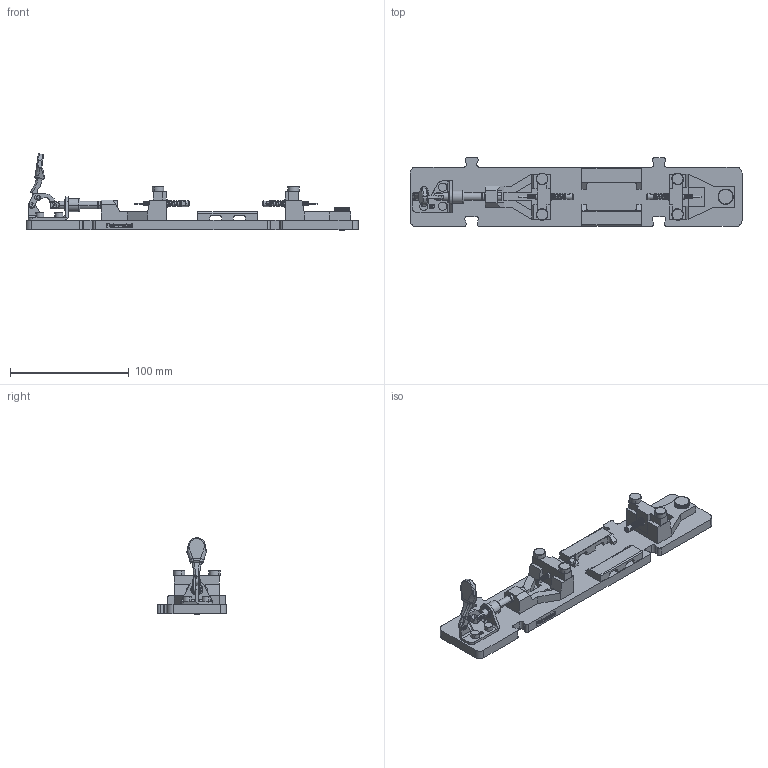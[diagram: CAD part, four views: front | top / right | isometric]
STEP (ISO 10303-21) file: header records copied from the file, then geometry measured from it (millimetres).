
FILE_DESCRIPTION (( 'STEP AP214' ), '1' );
FILE_NAME ('MOD-1044568-FXB-CY-01-06_defeature.STEP', '2023-08-23T10:10:39', ( '' ), ( '' ), 'SwSTEP 2.0', 'SolidWorks 2020', '' );
FILE_SCHEMA (( 'AUTOMOTIVE_DESIGN' ));
Length unit declared in the file: millimetre
Products named in the file (1): MOD-1044568-FXB-CY-01-06_defeature
Bounding box: 280 x 58 x 64.38 mm (x, y, z)
Volume: 162732 mm3; surface area: 52308.8 mm2
Topology: 1 solids, 1 shells, 1216 faces, 3233 edges, 2068 vertices
Faces by surface type: cylinder 553, plane 422, bspline 137, cone 98, torus 6
Entity records: 64851 total; most frequent: CARTESIAN_POINT 27775, ORIENTED_EDGE 6458, DIRECTION 5285, EDGE_CURVE 3229, VERTEX_POINT 2068, AXIS2_PLACEMENT_3D 1866, VECTOR 1553, LINE 1553
